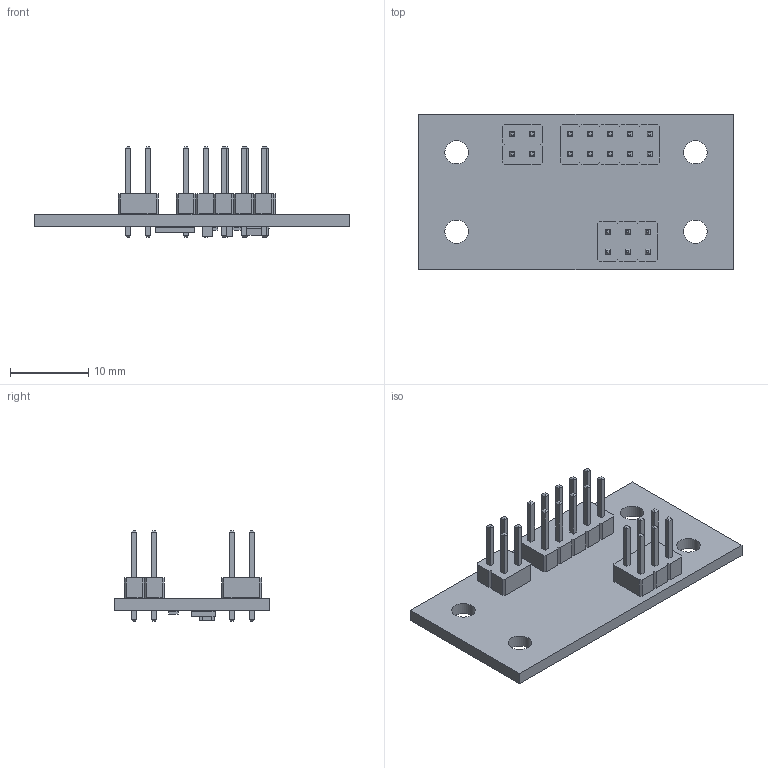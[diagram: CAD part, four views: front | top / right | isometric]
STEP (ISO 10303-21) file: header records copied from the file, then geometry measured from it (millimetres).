
FILE_DESCRIPTION(('KiCad electronic assembly'),'2;1');
FILE_NAME('ALTIMET02.step','2023-09-21T08:09:49',('Pcbnew'),('Kicad'), 'Open CASCADE STEP processor 7.6','KiCad to STEP converter','Unknown' );
FILE_SCHEMA(('AUTOMOTIVE_DESIGN { 1 0 10303 214 1 1 1 1 }'));
Length unit declared in the file: millimetre
Products named in the file (16): ALTIMET02 1; PinHeader_2x05_P2.54mm_Vertical; SOLID; PinHeader_2x02_P2.54mm_Vertical; PinHeader_2x03_P2.54mm_Vertical; R_0805_2012Metric; C_0805_2012Metric; LGA-8_3x5mm_P1.25mm; D_SOD-123F; tmpm_p2mqz4 PCB
Assembly tree (17 placements, depth 3):
  ALTIMET02 1
    PinHeader_2x05_P2.54mm_Vertical
      SOLID
    PinHeader_2x02_P2.54mm_Vertical
      SOLID
    PinHeader_2x03_P2.54mm_Vertical
      SOLID
    R_0805_2012Metric  x2
      SOLID
    C_0805_2012Metric  x2
      SOLID
    LGA-8_3x5mm_P1.25mm
      SOLID
    D_SOD-123F
      SOLID
    tmpm_p2mqz4 PCB
Bounding box: 40.13 x 19.81 x 11.54 mm (x, y, z)
Volume: 1612.6 mm3; surface area: 2862.7 mm2
Topology: 10 solids, 10 shells, 645 faces, 1533 edges, 962 vertices
Faces by surface type: plane 570, cylinder 65, bspline 10
Full cylindrical faces by diameter (mm): 0.2 x1, 0.889 x20, 3 x4
Entity records: 39097 total; most frequent: CARTESIAN_POINT 6156, DIRECTION 5368, LINE 3969, VECTOR 3969, ORIENTED_EDGE 2786, PCURVE 2786, DEFINITIONAL_REPRESENTATION 2786, EDGE_CURVE 1393
